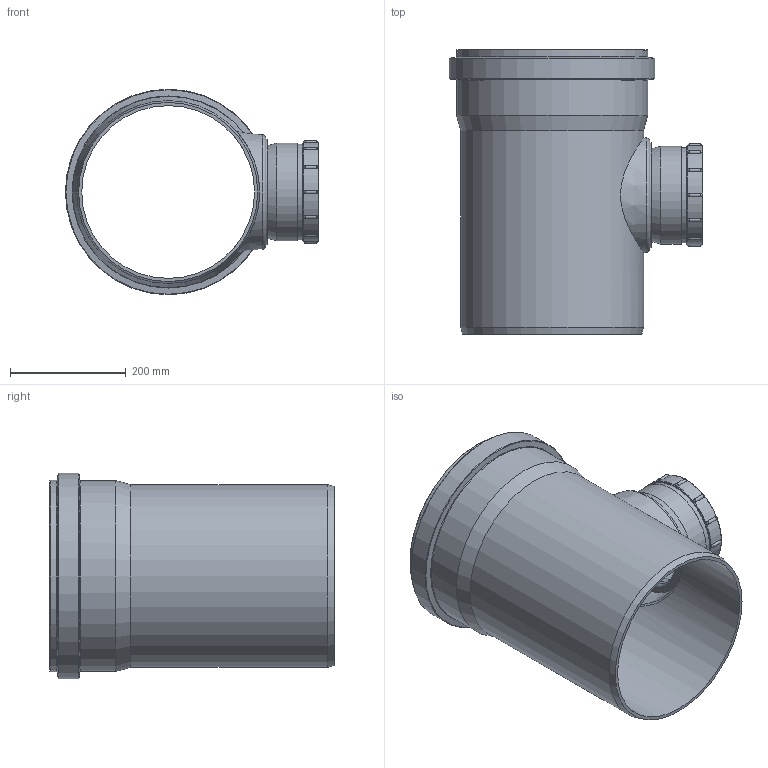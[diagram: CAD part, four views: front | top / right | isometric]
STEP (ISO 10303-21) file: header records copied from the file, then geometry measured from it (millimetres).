
FILE_DESCRIPTION(/* description */ (''),/* implementation_level */ '2;1');
FILE_NAME(/* name */ '825600 KGRE Reinigungsrohr, rund DN_OD 315.stp',/* time_stamp */ '2017-05-03T12:24:14+02:00',/* author */ ('user1'),/* organization */ (''),/* preprocessor_version */ 'ST-DEVELOPER v16.1',/* originating_system */ 'Autodesk Inventor 2016',/* authorisation */ '');
FILE_SCHEMA (('AUTOMOTIVE_DESIGN { 1 0 10303 214 3 1 1 }'));
Length unit declared in the file: millimetre
Products named in the file (5): 825600 KGRE Reinigungsrohr, rund DN_OD 315; 825600 KGRE Reinigungsrohr, rund DN_OD 315 Dichtung; 825600 KGRE Reinigungsrohr, rund DN_OD 315 Abzweig; 825600 KGRE Reinigungsrohr, rund DN_OD 315 Deckel; 825600 KGRE Reinigungsrohr, rund DN_OD 315_1
Assembly tree (4 placements, depth 2):
  825600 KGRE Reinigungsrohr, rund DN_OD 315_1
    825600 KGRE Reinigungsrohr, rund DN_OD 315
    825600 KGRE Reinigungsrohr, rund DN_OD 315 Dichtung
    825600 KGRE Reinigungsrohr, rund DN_OD 315 Abzweig
    825600 KGRE Reinigungsrohr, rund DN_OD 315 Deckel
Bounding box: 437 x 491 x 354.7 mm (x, y, z)
Volume: 4389706.5 mm3; surface area: 1229405.8 mm2
Topology: 4 solids, 4 shells, 208 faces, 441 edges, 278 vertices
Faces by surface type: cylinder 92, plane 64, bspline 25, torus 15, cone 12
Full cylindrical faces by diameter (mm): 152 x1, 160 x2, 161 x1, 165 x2, 169 x1, 170 x2, 182 x2, 298.2 x1, 315.6 x1, 316 x1, 316.3 x2, 329.8 x1, 330.1 x1, 340.9 x1, 354.7 x1
Entity records: 6120 total; most frequent: CARTESIAN_POINT 1939, DIRECTION 926, ORIENTED_EDGE 704, AXIS2_PLACEMENT_3D 401, EDGE_CURVE 352, EDGE_LOOP 271, FACE_OUTER_BOUND 208, CIRCLE 208
